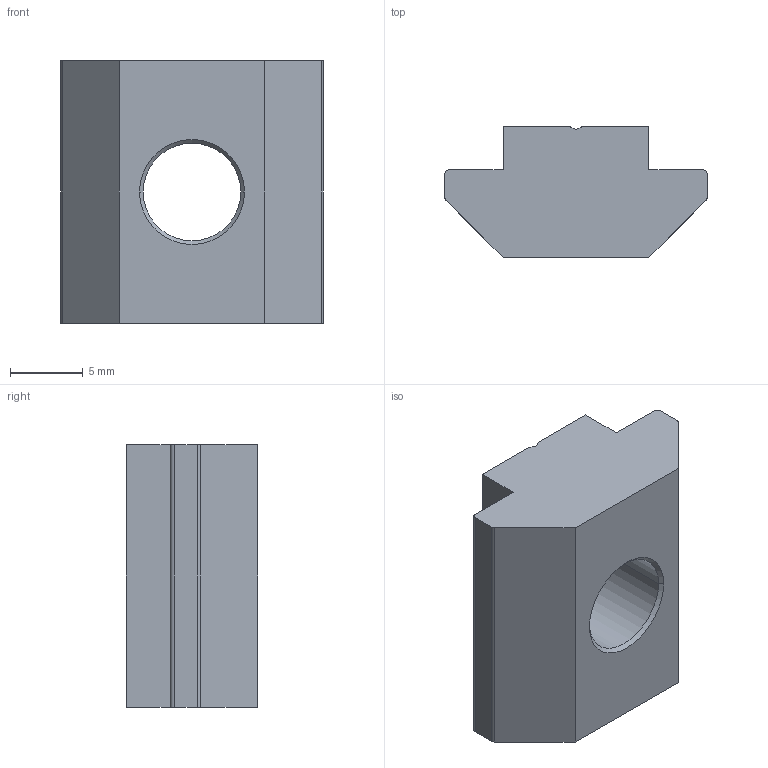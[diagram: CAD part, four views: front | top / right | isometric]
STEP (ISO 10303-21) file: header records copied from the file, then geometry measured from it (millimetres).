
FILE_DESCRIPTION (( 'STEP AP214' ), '1' );
FILE_NAME ('SNSD.30.51.40. Ñóõàðü ïàçîâûé Ì8, ïàç 10(D35).STEP', '2014-12-01T09:19:17', ( 'XTreme.ws' ), ( 'XTreme.ws' ), 'SwSTEP 2.0', 'SolidWorks 2014', '' );
FILE_SCHEMA (( 'AUTOMOTIVE_DESIGN' ));
Length unit declared in the file: millimetre
Products named in the file (1): SNSD.30.51.40. Ñóõàðü ïàçîâûé Ì8, ïàç 10(D35)
Bounding box: 18 x 9 x 18 mm (x, y, z)
Volume: 1875.4 mm3; surface area: 1240.5 mm2
Topology: 1 solids, 1 shells, 25 faces, 68 edges, 44 vertices
Faces by surface type: plane 13, cylinder 8, cone 4
Entity records: 864 total; most frequent: CARTESIAN_POINT 156, DIRECTION 138, ORIENTED_EDGE 136, EDGE_CURVE 68, VECTOR 46, AXIS2_PLACEMENT_3D 46, LINE 46, VERTEX_POINT 44
